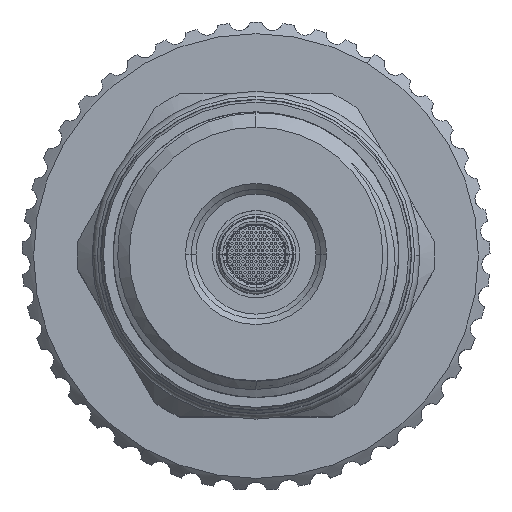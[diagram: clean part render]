
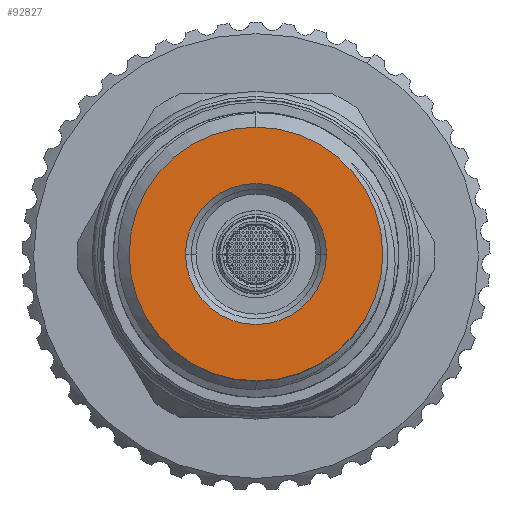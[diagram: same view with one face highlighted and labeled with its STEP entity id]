
A CAD part, top view. The second image highlights one B-rep face of the part: STEP entity #92827.
In plain terms, the highlighted planar face has unit normal (0, 0, 1).
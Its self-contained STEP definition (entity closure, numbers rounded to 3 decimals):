
#620 = CARTESIAN_POINT ( 'NONE',  ( 8.725, 0., 77.63 ) ) ;
#799 = VERTEX_POINT ( 'NONE', #620 ) ;
#2812 = CARTESIAN_POINT ( 'NONE',  ( 0., 0., 77.63 ) ) ;
#3089 = CARTESIAN_POINT ( 'NONE',  ( -4.85, 0., 77.63 ) ) ;
#3414 = AXIS2_PLACEMENT_3D ( 'NONE', #78349, #77378, #9174 ) ;
#7613 = ORIENTED_EDGE ( 'NONE', *, *, #51796, .T. ) ;
#9174 = DIRECTION ( 'NONE',  ( 1., 0., 0. ) ) ;
#10799 = ORIENTED_EDGE ( 'NONE', *, *, #82023, .T. ) ;
#12842 = FACE_BOUND ( 'NONE', #98891, .T. ) ;
#13051 = EDGE_CURVE ( 'NONE', #88145, #799, #14928, .T. ) ;
#13940 = DIRECTION ( 'NONE',  ( 0., 0., -1. ) ) ;
#14928 = CIRCLE ( 'NONE', #90198, 8.725 ) ;
#20830 = DIRECTION ( 'NONE',  ( 0., 0., -1. ) ) ;
#24145 = CIRCLE ( 'NONE', #42183, 4.85 ) ;
#25455 = AXIS2_PLACEMENT_3D ( 'NONE', #51971, #13940, #43599 ) ;
#25826 = DIRECTION ( 'NONE',  ( 1., 0., 0. ) ) ;
#30195 = VERTEX_POINT ( 'NONE', #53686 ) ;
#40438 = EDGE_CURVE ( 'NONE', #30195, #56555, #48826, .T. ) ;
#42155 = AXIS2_PLACEMENT_3D ( 'NONE', #51451, #89273, #67152 ) ;
#42183 = AXIS2_PLACEMENT_3D ( 'NONE', #88707, #20830, #89017 ) ;
#43599 = DIRECTION ( 'NONE',  ( -1., 0., 0. ) ) ;
#46207 = FACE_OUTER_BOUND ( 'NONE', #54737, .T. ) ;
#48826 = CIRCLE ( 'NONE', #42155, 4.85 ) ;
#51451 = CARTESIAN_POINT ( 'NONE',  ( 0., 0., 77.63 ) ) ;
#51796 = EDGE_CURVE ( 'NONE', #56555, #30195, #24145, .T. ) ;
#51971 = CARTESIAN_POINT ( 'NONE',  ( 0., 0., 77.63 ) ) ;
#53686 = CARTESIAN_POINT ( 'NONE',  ( 4.85, 0., 77.63 ) ) ;
#54737 = EDGE_LOOP ( 'NONE', ( #10799, #90536 ) ) ;
#55365 = CIRCLE ( 'NONE', #3414, 8.725 ) ;
#56555 = VERTEX_POINT ( 'NONE', #3089 ) ;
#62329 = CARTESIAN_POINT ( 'NONE',  ( -8.725, 0., 77.63 ) ) ;
#67152 = DIRECTION ( 'NONE',  ( -1., 0., 0. ) ) ;
#70603 = DIRECTION ( 'NONE',  ( 0., 0., 1. ) ) ;
#74729 = PLANE ( 'NONE',  #25455 ) ;
#77378 = DIRECTION ( 'NONE',  ( 0., 0., 1. ) ) ;
#78349 = CARTESIAN_POINT ( 'NONE',  ( 0., 0., 77.63 ) ) ;
#82023 = EDGE_CURVE ( 'NONE', #799, #88145, #55365, .T. ) ;
#85938 = ORIENTED_EDGE ( 'NONE', *, *, #40438, .T. ) ;
#88145 = VERTEX_POINT ( 'NONE', #62329 ) ;
#88707 = CARTESIAN_POINT ( 'NONE',  ( 0., 0., 77.63 ) ) ;
#89017 = DIRECTION ( 'NONE',  ( -1., 0., 0. ) ) ;
#89273 = DIRECTION ( 'NONE',  ( 0., 0., -1. ) ) ;
#90198 = AXIS2_PLACEMENT_3D ( 'NONE', #2812, #70603, #25826 ) ;
#90536 = ORIENTED_EDGE ( 'NONE', *, *, #13051, .T. ) ;
#92827 = ADVANCED_FACE ( 'NONE', ( #12842, #46207 ), #74729, .F. ) ;
#98891 = EDGE_LOOP ( 'NONE', ( #85938, #7613 ) ) ;
